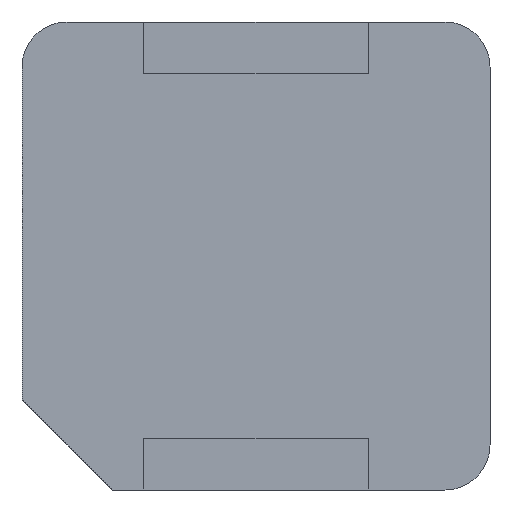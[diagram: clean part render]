
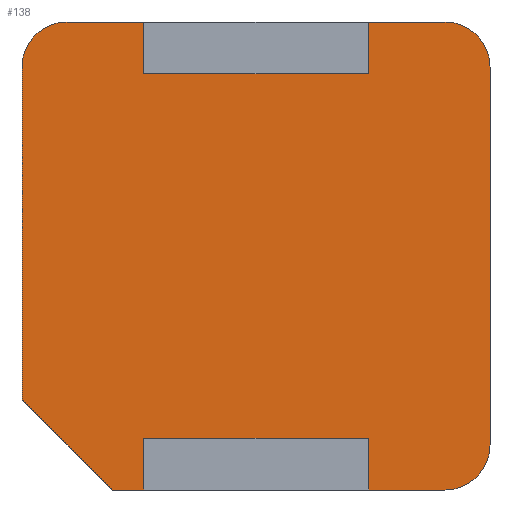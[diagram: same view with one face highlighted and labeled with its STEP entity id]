
A CAD part, front view. The second image highlights one B-rep face of the part: STEP entity #138.
In plain terms, the highlighted planar face has unit normal (0, -1, 0).
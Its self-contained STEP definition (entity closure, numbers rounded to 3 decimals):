
#34 = CARTESIAN_POINT ( 'NONE',  ( -6.35, 1.7, 5.2 ) ) ;
#54 = AXIS2_PLACEMENT_3D ( 'NONE', #531, #4627, #92 ) ;
#75 = LINE ( 'NONE', #3909, #4056 ) ;
#92 = DIRECTION ( 'NONE',  ( 0., 0., -1. ) ) ;
#102 = CARTESIAN_POINT ( 'NONE',  ( 6.35, 1.7, -5.2 ) ) ;
#115 = CARTESIAN_POINT ( 'NONE',  ( -2.5, 1.7, -5.2 ) ) ;
#138 = ADVANCED_FACE ( 'NONE', ( #1284 ), #1641, .F. ) ;
#224 = ORIENTED_EDGE ( 'NONE', *, *, #5007, .F. ) ;
#232 = CARTESIAN_POINT ( 'NONE',  ( 5.2, 1.7, 4.2 ) ) ;
#280 = ORIENTED_EDGE ( 'NONE', *, *, #1978, .F. ) ;
#296 = ORIENTED_EDGE ( 'NONE', *, *, #4287, .F. ) ;
#299 = DIRECTION ( 'NONE',  ( -1., 0., 0. ) ) ;
#462 = VERTEX_POINT ( 'NONE', #5532 ) ;
#476 = DIRECTION ( 'NONE',  ( -0.707, 0., 0.707 ) ) ;
#482 = LINE ( 'NONE', #3805, #2731 ) ;
#531 = CARTESIAN_POINT ( 'NONE',  ( -4.2, 1.7, 4.2 ) ) ;
#537 = CIRCLE ( 'NONE', #54, 1. ) ;
#542 = CARTESIAN_POINT ( 'NONE',  ( -5.2, 1.7, 4.2 ) ) ;
#695 = VERTEX_POINT ( 'NONE', #2897 ) ;
#715 = DIRECTION ( 'NONE',  ( 0., 0., -1. ) ) ;
#725 = VERTEX_POINT ( 'NONE', #2033 ) ;
#764 = CARTESIAN_POINT ( 'NONE',  ( 0., 1.7, -4.05 ) ) ;
#829 = VECTOR ( 'NONE', #3163, 1000. ) ;
#834 = LINE ( 'NONE', #4160, #4339 ) ;
#911 = VECTOR ( 'NONE', #4651, 1000. ) ;
#967 = CARTESIAN_POINT ( 'NONE',  ( -4.2, 1.7, 5.2 ) ) ;
#969 = ORIENTED_EDGE ( 'NONE', *, *, #3731, .F. ) ;
#1008 = CARTESIAN_POINT ( 'NONE',  ( -2.5, 1.7, 0. ) ) ;
#1012 = DIRECTION ( 'NONE',  ( -1., 0., 0. ) ) ;
#1073 = AXIS2_PLACEMENT_3D ( 'NONE', #1688, #5274, #715 ) ;
#1185 = EDGE_CURVE ( 'NONE', #5837, #4916, #2944, .T. ) ;
#1233 = VERTEX_POINT ( 'NONE', #1881 ) ;
#1239 = DIRECTION ( 'NONE',  ( 0., 0., 1. ) ) ;
#1284 = FACE_OUTER_BOUND ( 'NONE', #4813, .T. ) ;
#1303 = EDGE_CURVE ( 'NONE', #695, #1233, #1951, .T. ) ;
#1304 = CARTESIAN_POINT ( 'NONE',  ( -2.5, 1.7, 0. ) ) ;
#1326 = LINE ( 'NONE', #1304, #3560 ) ;
#1334 = CARTESIAN_POINT ( 'NONE',  ( 4.2, 1.7, 5.2 ) ) ;
#1397 = CIRCLE ( 'NONE', #1073, 1. ) ;
#1431 = AXIS2_PLACEMENT_3D ( 'NONE', #3074, #3006, #1239 ) ;
#1527 = ORIENTED_EDGE ( 'NONE', *, *, #3651, .F. ) ;
#1641 = PLANE ( 'NONE',  #1431 ) ;
#1688 = CARTESIAN_POINT ( 'NONE',  ( 4.2, 1.7, 4.2 ) ) ;
#1719 = VERTEX_POINT ( 'NONE', #2431 ) ;
#1752 = VECTOR ( 'NONE', #3605, 1000. ) ;
#1792 = DIRECTION ( 'NONE',  ( 0., 0., -1. ) ) ;
#1801 = EDGE_CURVE ( 'NONE', #1233, #4099, #4962, .T. ) ;
#1822 = CARTESIAN_POINT ( 'NONE',  ( -2.5, 1.7, -4.05 ) ) ;
#1856 = CARTESIAN_POINT ( 'NONE',  ( -5.2, 1.7, 0. ) ) ;
#1881 = CARTESIAN_POINT ( 'NONE',  ( 2.5, 1.7, -4.05 ) ) ;
#1951 = LINE ( 'NONE', #2478, #2621 ) ;
#1978 = EDGE_CURVE ( 'NONE', #2031, #462, #5324, .T. ) ;
#2031 = VERTEX_POINT ( 'NONE', #967 ) ;
#2033 = CARTESIAN_POINT ( 'NONE',  ( -5.2, 1.7, -3.2 ) ) ;
#2084 = DIRECTION ( 'NONE',  ( 1., 0., 0. ) ) ;
#2177 = ORIENTED_EDGE ( 'NONE', *, *, #5192, .F. ) ;
#2204 = VERTEX_POINT ( 'NONE', #1334 ) ;
#2272 = LINE ( 'NONE', #3467, #3043 ) ;
#2431 = CARTESIAN_POINT ( 'NONE',  ( 4.2, 1.7, -5.2 ) ) ;
#2478 = CARTESIAN_POINT ( 'NONE',  ( 2.5, 1.7, 0. ) ) ;
#2493 = EDGE_CURVE ( 'NONE', #4099, #3678, #2690, .T. ) ;
#2562 = CARTESIAN_POINT ( 'NONE',  ( -3.2, 1.7, -5.2 ) ) ;
#2597 = CARTESIAN_POINT ( 'NONE',  ( 2.5, 1.7, 4.05 ) ) ;
#2621 = VECTOR ( 'NONE', #4776, 1000. ) ;
#2655 = VERTEX_POINT ( 'NONE', #2597 ) ;
#2668 = EDGE_CURVE ( 'NONE', #4166, #725, #3666, .T. ) ;
#2680 = CARTESIAN_POINT ( 'NONE',  ( 5.2, 1.7, 0. ) ) ;
#2690 = LINE ( 'NONE', #1008, #911 ) ;
#2722 = ORIENTED_EDGE ( 'NONE', *, *, #1801, .F. ) ;
#2731 = VECTOR ( 'NONE', #1012, 1000. ) ;
#2753 = DIRECTION ( 'NONE',  ( 0., 0., 1. ) ) ;
#2787 = DIRECTION ( 'NONE',  ( 1., 0., 0. ) ) ;
#2894 = EDGE_CURVE ( 'NONE', #4332, #2031, #537, .T. ) ;
#2897 = CARTESIAN_POINT ( 'NONE',  ( 2.5, 1.7, -5.2 ) ) ;
#2930 = EDGE_CURVE ( 'NONE', #725, #4332, #4316, .T. ) ;
#2944 = LINE ( 'NONE', #2680, #1752 ) ;
#2966 = CARTESIAN_POINT ( 'NONE',  ( 4.2, 1.7, -4.2 ) ) ;
#3006 = DIRECTION ( 'NONE',  ( 0., 1., 0. ) ) ;
#3036 = CIRCLE ( 'NONE', #5685, 1. ) ;
#3043 = VECTOR ( 'NONE', #3934, 1000. ) ;
#3074 = CARTESIAN_POINT ( 'NONE',  ( 0., 1.7, 0. ) ) ;
#3163 = DIRECTION ( 'NONE',  ( 1., 0., 0. ) ) ;
#3200 = ORIENTED_EDGE ( 'NONE', *, *, #2668, .F. ) ;
#3307 = ORIENTED_EDGE ( 'NONE', *, *, #1185, .F. ) ;
#3443 = DIRECTION ( 'NONE',  ( 0., 1., 0. ) ) ;
#3467 = CARTESIAN_POINT ( 'NONE',  ( 2.5, 1.7, 0. ) ) ;
#3526 = CARTESIAN_POINT ( 'NONE',  ( -2.5, 1.7, 4.05 ) ) ;
#3560 = VECTOR ( 'NONE', #1792, 1000. ) ;
#3605 = DIRECTION ( 'NONE',  ( 0., 0., -1. ) ) ;
#3616 = VERTEX_POINT ( 'NONE', #4383 ) ;
#3628 = CARTESIAN_POINT ( 'NONE',  ( -3.2, 1.7, -5.2 ) ) ;
#3631 = LINE ( 'NONE', #102, #3917 ) ;
#3651 = EDGE_CURVE ( 'NONE', #2655, #3616, #2272, .T. ) ;
#3666 = LINE ( 'NONE', #2562, #5823 ) ;
#3678 = VERTEX_POINT ( 'NONE', #115 ) ;
#3731 = EDGE_CURVE ( 'NONE', #462, #5373, #1326, .T. ) ;
#3805 = CARTESIAN_POINT ( 'NONE',  ( 6.35, 1.7, -5.2 ) ) ;
#3909 = CARTESIAN_POINT ( 'NONE',  ( -6.35, 1.7, 5.2 ) ) ;
#3917 = VECTOR ( 'NONE', #4535, 1000. ) ;
#3934 = DIRECTION ( 'NONE',  ( 0., 0., 1. ) ) ;
#3966 = EDGE_CURVE ( 'NONE', #2204, #5837, #1397, .T. ) ;
#4056 = VECTOR ( 'NONE', #2084, 1000. ) ;
#4099 = VERTEX_POINT ( 'NONE', #1822 ) ;
#4160 = CARTESIAN_POINT ( 'NONE',  ( 0., 1.7, 4.05 ) ) ;
#4166 = VERTEX_POINT ( 'NONE', #3628 ) ;
#4287 = EDGE_CURVE ( 'NONE', #3678, #4166, #482, .T. ) ;
#4316 = LINE ( 'NONE', #1856, #5227 ) ;
#4332 = VERTEX_POINT ( 'NONE', #542 ) ;
#4339 = VECTOR ( 'NONE', #2787, 1000. ) ;
#4383 = CARTESIAN_POINT ( 'NONE',  ( 2.5, 1.7, 5.2 ) ) ;
#4462 = ORIENTED_EDGE ( 'NONE', *, *, #2493, .F. ) ;
#4535 = DIRECTION ( 'NONE',  ( -1., 0., 0. ) ) ;
#4553 = ORIENTED_EDGE ( 'NONE', *, *, #4975, .F. ) ;
#4627 = DIRECTION ( 'NONE',  ( 0., 1., 0. ) ) ;
#4651 = DIRECTION ( 'NONE',  ( 0., 0., -1. ) ) ;
#4713 = ORIENTED_EDGE ( 'NONE', *, *, #5276, .F. ) ;
#4752 = VECTOR ( 'NONE', #299, 1000. ) ;
#4776 = DIRECTION ( 'NONE',  ( 0., 0., 1. ) ) ;
#4813 = EDGE_LOOP ( 'NONE', ( #5368, #224, #4713, #3307, #5806, #2177, #1527, #4553, #969, #280, #5771, #5608, #3200, #296, #4462, #2722 ) ) ;
#4824 = DIRECTION ( 'NONE',  ( 0., 0., -1. ) ) ;
#4911 = CARTESIAN_POINT ( 'NONE',  ( 5.2, 1.7, -4.2 ) ) ;
#4916 = VERTEX_POINT ( 'NONE', #4911 ) ;
#4962 = LINE ( 'NONE', #764, #4752 ) ;
#4975 = EDGE_CURVE ( 'NONE', #5373, #2655, #834, .T. ) ;
#5007 = EDGE_CURVE ( 'NONE', #1719, #695, #3631, .T. ) ;
#5192 = EDGE_CURVE ( 'NONE', #3616, #2204, #75, .T. ) ;
#5227 = VECTOR ( 'NONE', #2753, 1000. ) ;
#5274 = DIRECTION ( 'NONE',  ( 0., 1., 0. ) ) ;
#5276 = EDGE_CURVE ( 'NONE', #4916, #1719, #3036, .T. ) ;
#5324 = LINE ( 'NONE', #34, #829 ) ;
#5368 = ORIENTED_EDGE ( 'NONE', *, *, #1303, .F. ) ;
#5373 = VERTEX_POINT ( 'NONE', #3526 ) ;
#5532 = CARTESIAN_POINT ( 'NONE',  ( -2.5, 1.7, 5.2 ) ) ;
#5608 = ORIENTED_EDGE ( 'NONE', *, *, #2930, .F. ) ;
#5685 = AXIS2_PLACEMENT_3D ( 'NONE', #2966, #3443, #4824 ) ;
#5771 = ORIENTED_EDGE ( 'NONE', *, *, #2894, .F. ) ;
#5806 = ORIENTED_EDGE ( 'NONE', *, *, #3966, .F. ) ;
#5823 = VECTOR ( 'NONE', #476, 1000. ) ;
#5837 = VERTEX_POINT ( 'NONE', #232 ) ;
